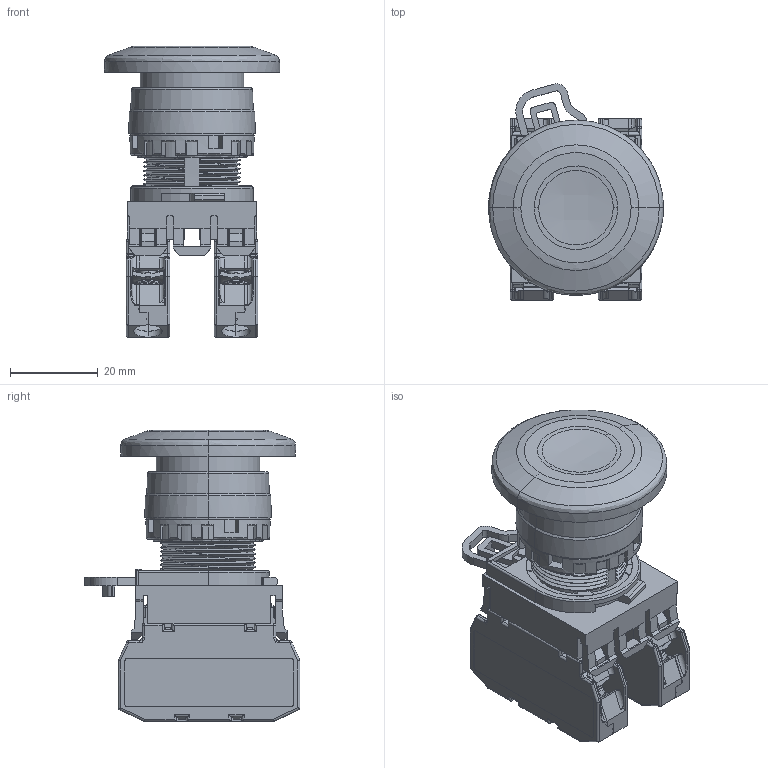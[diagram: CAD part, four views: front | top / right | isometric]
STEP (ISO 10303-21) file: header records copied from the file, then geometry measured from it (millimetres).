
FILE_DESCRIPTION (( 'STEP AP214' ), '1' );
FILE_NAME ('SB-22.BSM_BFM.STEP', '2021-05-11T09:47:49', ( '' ), ( '' ), 'SwSTEP 2.0', 'SolidWorks 2016', '' );
FILE_SCHEMA (( 'AUTOMOTIVE_DESIGN' ));
Length unit declared in the file: millimetre
Products named in the file (1): SB-22.BSM_BFM
Bounding box: 40 x 49.34 x 66.65 mm (x, y, z)
Surface area: 38107.2 mm2 (no closed solid volume)
Topology: 0 solids, 36 shells, 3390 faces, 9458 edges, 6069 vertices
Faces by surface type: plane 2109, cylinder 857, bspline 361, cone 45, torus 18
Full cylindrical faces by diameter (mm): 18.5 x1
Entity records: 192771 total; most frequent: CARTESIAN_POINT 73093, ORIENTED_EDGE 18619, DIRECTION 14774, EDGE_CURVE 9354, LINE 6486, VECTOR 6486, VERTEX_POINT 6062, AXIS2_PLACEMENT_3D 4144
